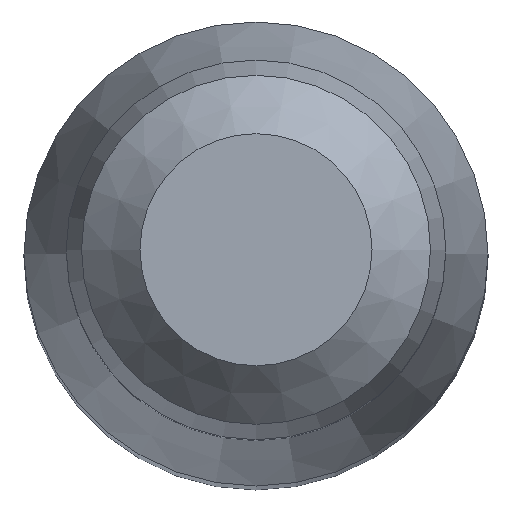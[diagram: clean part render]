
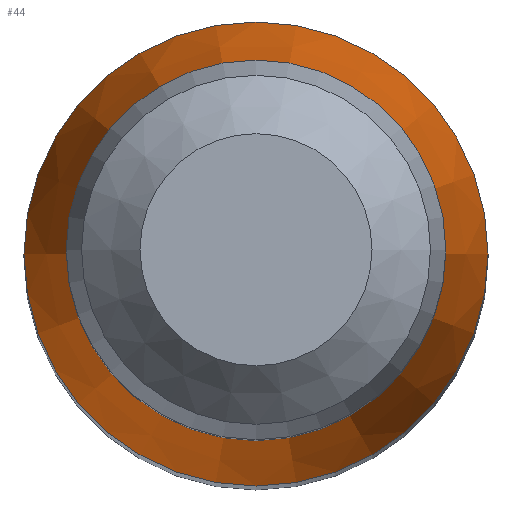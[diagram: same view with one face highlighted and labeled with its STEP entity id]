
A CAD part, top view. The second image highlights one B-rep face of the part: STEP entity #44.
In plain terms, the highlighted conical face has half-angle 10 degrees and reference radius 3.2 mm.
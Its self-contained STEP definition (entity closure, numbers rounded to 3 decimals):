
#44=ADVANCED_FACE('',(#64,#65),#58,.T.);
#58=CONICAL_SURFACE('',#507,3.2,10.);
#64=FACE_BOUND('',#88,.T.);
#65=FACE_BOUND('',#89,.T.);
#88=EDGE_LOOP('',(#114));
#89=EDGE_LOOP('',(#115));
#114=ORIENTED_EDGE('',*,*,#153,.T.);
#115=ORIENTED_EDGE('',*,*,#154,.F.);
#140=VERTEX_POINT('',#679);
#141=VERTEX_POINT('',#681);
#153=EDGE_CURVE('',#140,#140,#166,.T.);
#154=EDGE_CURVE('',#141,#141,#167,.T.);
#166=CIRCLE('',#505,1.855);
#167=CIRCLE('',#506,3.);
#505=AXIS2_PLACEMENT_3D('',#678,#575,#576);
#506=AXIS2_PLACEMENT_3D('',#680,#577,#578);
#507=AXIS2_PLACEMENT_3D('',#682,#579,#580);
#575=DIRECTION('',(0.,0.,-1.));
#576=DIRECTION('',(-1.,0.,0.));
#577=DIRECTION('',(0.,0.,-1.));
#578=DIRECTION('',(-1.,0.,0.));
#579=DIRECTION('',(0.,0.,-1.));
#580=DIRECTION('',(-1.,0.,0.));
#678=CARTESIAN_POINT('',(0.,0.,44.957));
#679=CARTESIAN_POINT('',(-1.855,0.,44.957));
#680=CARTESIAN_POINT('',(0.,0.,38.465));
#681=CARTESIAN_POINT('',(-3.,0.,38.465));
#682=CARTESIAN_POINT('',(0.,0.,37.331));
